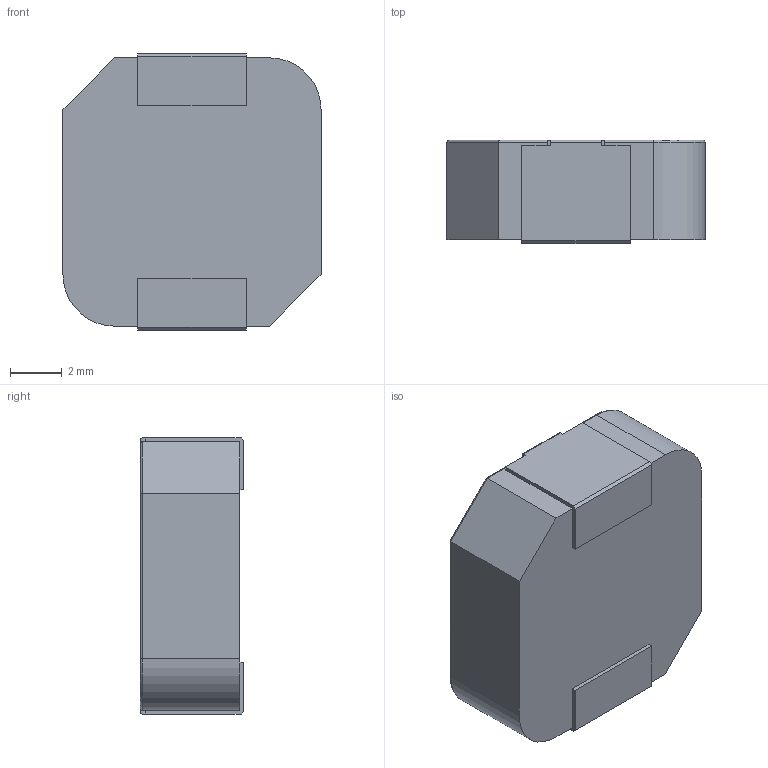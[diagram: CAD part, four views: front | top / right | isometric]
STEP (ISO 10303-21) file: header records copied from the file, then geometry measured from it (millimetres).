
FILE_DESCRIPTION (( 'STEP AP214' ), '1' );
FILE_NAME ('spm10040-hz-color.STEP', '2021-08-30T13:18:51', ( '' ), ( '' ), 'SwSTEP 2.0', 'SolidWorks 2020', '' );
FILE_SCHEMA (( 'AUTOMOTIVE_DESIGN' ));
Length unit declared in the file: millimetre
Products named in the file (1): spm10040-hz-color
Bounding box: 10 x 4 x 10.7 mm (x, y, z)
Volume: 382.7 mm3; surface area: 369.4 mm2
Topology: 1 solids, 1 shells, 65 faces, 172 edges, 110 vertices
Faces by surface type: plane 47, cylinder 14, torus 4
Entity records: 2399 total; most frequent: CARTESIAN_POINT 360, ORIENTED_EDGE 344, DIRECTION 326, EDGE_CURVE 172, VECTOR 142, LINE 142, VERTEX_POINT 110, AXIS2_PLACEMENT_3D 92
